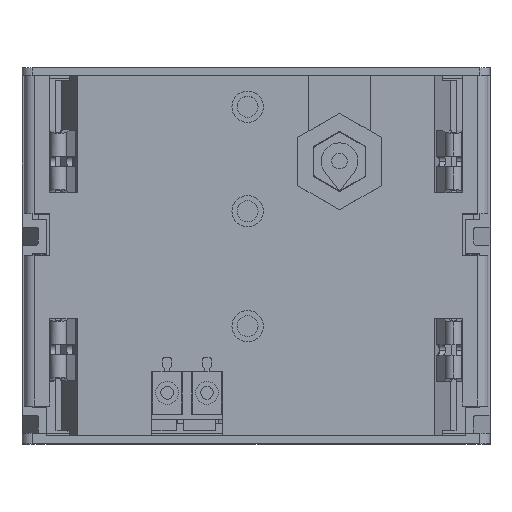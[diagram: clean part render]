
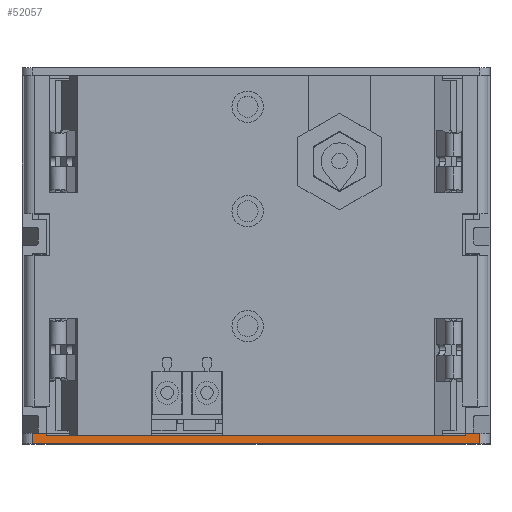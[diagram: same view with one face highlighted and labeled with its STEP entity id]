
A CAD part, top view. The second image highlights one B-rep face of the part: STEP entity #52057.
In plain terms, the highlighted planar face has unit normal (0, 0, 1).
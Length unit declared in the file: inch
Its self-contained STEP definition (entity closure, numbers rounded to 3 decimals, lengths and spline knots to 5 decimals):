
#103 = DIRECTION ( 'NONE',  ( 0., -1., 0. ) ) ;
#2719 = DIRECTION ( 'NONE',  ( 0., 1., 0. ) ) ;
#9661 = DIRECTION ( 'NONE',  ( 0., 0., 1. ) ) ;
#10897 = ORIENTED_EDGE ( 'NONE', *, *, #113030, .F. ) ;
#11527 = VERTEX_POINT ( 'NONE', #63683 ) ;
#12546 = CARTESIAN_POINT ( 'NONE',  ( -0.78937, -0.67913, 0. ) ) ;
#13076 = CARTESIAN_POINT ( 'NONE',  ( -0.88189, -0.70866, 0. ) ) ;
#13352 = CARTESIAN_POINT ( 'NONE',  ( -0.88189, -0.66929, 0. ) ) ;
#16955 = VECTOR ( 'NONE', #27554, 39.37008 ) ;
#17252 = CARTESIAN_POINT ( 'NONE',  ( -0.78937, -0.66929, 0. ) ) ;
#20216 = LINE ( 'NONE', #13352, #87256 ) ;
#21309 = EDGE_CURVE ( 'NONE', #107301, #27993, #98714, .T. ) ;
#23712 = ORIENTED_EDGE ( 'NONE', *, *, #21309, .F. ) ;
#26778 = CARTESIAN_POINT ( 'NONE',  ( 0.84252, -0.70866, 0. ) ) ;
#26961 = VERTEX_POINT ( 'NONE', #116239 ) ;
#27554 = DIRECTION ( 'NONE',  ( 0., 1., 0. ) ) ;
#27993 = VERTEX_POINT ( 'NONE', #26778 ) ;
#28047 = VECTOR ( 'NONE', #62905, 39.37008 ) ;
#28300 = ORIENTED_EDGE ( 'NONE', *, *, #86406, .F. ) ;
#30536 = CARTESIAN_POINT ( 'NONE',  ( -0.88189, -0.66929, 0. ) ) ;
#33608 = EDGE_LOOP ( 'NONE', ( #28300, #39197, #73884, #93676, #10897, #63971, #23712, #86122 ) ) ;
#34408 = VECTOR ( 'NONE', #2719, 39.37008 ) ;
#39197 = ORIENTED_EDGE ( 'NONE', *, *, #83539, .T. ) ;
#39638 = CARTESIAN_POINT ( 'NONE',  ( -0.84252, -0.66929, 0. ) ) ;
#39764 = DIRECTION ( 'NONE',  ( -1., 0., 0. ) ) ;
#40634 = LINE ( 'NONE', #68130, #88258 ) ;
#47963 = VECTOR ( 'NONE', #103, 39.37008 ) ;
#48522 = VERTEX_POINT ( 'NONE', #80097 ) ;
#48925 = LINE ( 'NONE', #30536, #53500 ) ;
#52057 = ADVANCED_FACE ( 'NONE', ( #100378 ), #58683, .T. ) ;
#53500 = VECTOR ( 'NONE', #39764, 39.37008 ) ;
#56835 = AXIS2_PLACEMENT_3D ( 'NONE', #76226, #9661, #115023 ) ;
#58032 = VERTEX_POINT ( 'NONE', #118866 ) ;
#58683 = PLANE ( 'NONE',  #56835 ) ;
#61617 = DIRECTION ( 'NONE',  ( -1., 0., 0. ) ) ;
#62905 = DIRECTION ( 'NONE',  ( 0., -1., 0. ) ) ;
#63683 = CARTESIAN_POINT ( 'NONE',  ( 0.78937, -0.67913, 0. ) ) ;
#63971 = ORIENTED_EDGE ( 'NONE', *, *, #65072, .F. ) ;
#64605 = LINE ( 'NONE', #75379, #16955 ) ;
#65072 = EDGE_CURVE ( 'NONE', #27993, #48522, #94076, .T. ) ;
#68130 = CARTESIAN_POINT ( 'NONE',  ( -0.88189, -0.67913, 0. ) ) ;
#68606 = VECTOR ( 'NONE', #70077, 39.37008 ) ;
#70077 = DIRECTION ( 'NONE',  ( -1., 0., 0. ) ) ;
#70161 = LINE ( 'NONE', #80032, #34408 ) ;
#73884 = ORIENTED_EDGE ( 'NONE', *, *, #80635, .F. ) ;
#75379 = CARTESIAN_POINT ( 'NONE',  ( 0.78937, -0.67913, 0. ) ) ;
#75836 = CARTESIAN_POINT ( 'NONE',  ( 0.84252, 0.7131, 0. ) ) ;
#76226 = CARTESIAN_POINT ( 'NONE',  ( -0.88189, 0.70866, 0. ) ) ;
#78477 = EDGE_CURVE ( 'NONE', #107301, #58032, #20216, .T. ) ;
#80032 = CARTESIAN_POINT ( 'NONE',  ( -0.84252, -0.71292, 0. ) ) ;
#80097 = CARTESIAN_POINT ( 'NONE',  ( -0.84252, -0.70866, 0. ) ) ;
#80635 = EDGE_CURVE ( 'NONE', #111498, #26961, #107088, .T. ) ;
#83539 = EDGE_CURVE ( 'NONE', #11527, #26961, #40634, .T. ) ;
#86122 = ORIENTED_EDGE ( 'NONE', *, *, #78477, .T. ) ;
#86406 = EDGE_CURVE ( 'NONE', #11527, #58032, #64605, .T. ) ;
#87256 = VECTOR ( 'NONE', #61617, 39.37008 ) ;
#88258 = VECTOR ( 'NONE', #106549, 39.37008 ) ;
#93676 = ORIENTED_EDGE ( 'NONE', *, *, #122342, .T. ) ;
#94076 = LINE ( 'NONE', #13076, #68606 ) ;
#98714 = LINE ( 'NONE', #75836, #47963 ) ;
#100378 = FACE_OUTER_BOUND ( 'NONE', #33608, .T. ) ;
#105749 = VERTEX_POINT ( 'NONE', #39638 ) ;
#106549 = DIRECTION ( 'NONE',  ( -1., 0., 0. ) ) ;
#107088 = LINE ( 'NONE', #12546, #28047 ) ;
#107301 = VERTEX_POINT ( 'NONE', #117264 ) ;
#111498 = VERTEX_POINT ( 'NONE', #17252 ) ;
#113030 = EDGE_CURVE ( 'NONE', #48522, #105749, #70161, .T. ) ;
#115023 = DIRECTION ( 'NONE',  ( 1., 0., 0. ) ) ;
#116239 = CARTESIAN_POINT ( 'NONE',  ( -0.78937, -0.67913, 0. ) ) ;
#117264 = CARTESIAN_POINT ( 'NONE',  ( 0.84252, -0.66929, 0. ) ) ;
#118866 = CARTESIAN_POINT ( 'NONE',  ( 0.78937, -0.66929, 0. ) ) ;
#122342 = EDGE_CURVE ( 'NONE', #111498, #105749, #48925, .T. ) ;
